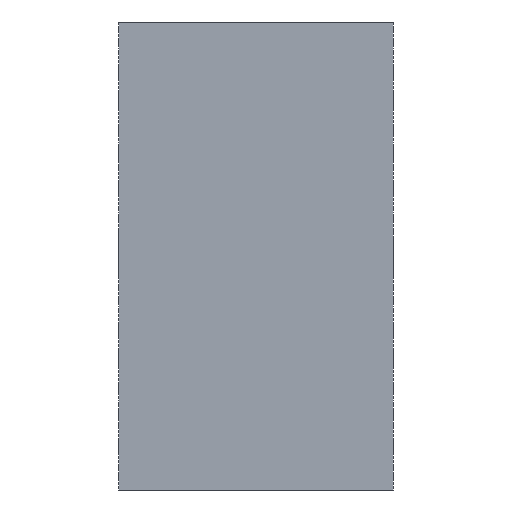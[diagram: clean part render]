
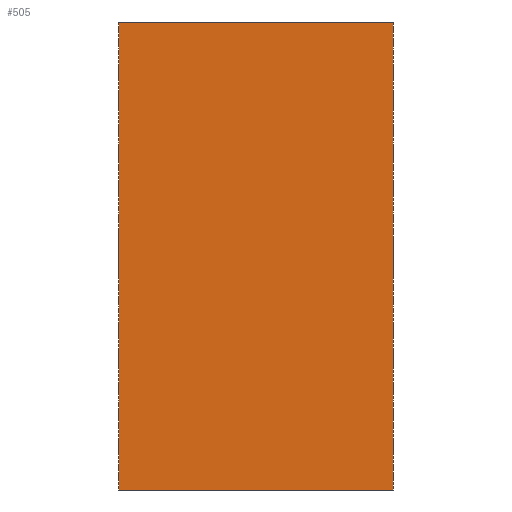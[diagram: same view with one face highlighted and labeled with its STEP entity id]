
A CAD part, front view. The second image highlights one B-rep face of the part: STEP entity #505.
In plain terms, the highlighted planar face has unit normal (0, -1, 0).
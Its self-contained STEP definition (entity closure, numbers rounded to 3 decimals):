
#28 = ORIENTED_EDGE ( 'NONE', *, *, #220, .F. ) ;
#32 = EDGE_CURVE ( 'NONE', #1276, #1131, #1259, .T. ) ;
#60 = LINE ( 'NONE', #1173, #1329 ) ;
#92 = CARTESIAN_POINT ( 'NONE',  ( 0., 0., -15. ) ) ;
#143 = CARTESIAN_POINT ( 'NONE',  ( 0., 0., 0. ) ) ;
#185 = CARTESIAN_POINT ( 'NONE',  ( 8.8, 0., -15. ) ) ;
#220 = EDGE_CURVE ( 'NONE', #232, #1131, #1038, .T. ) ;
#232 = VERTEX_POINT ( 'NONE', #185 ) ;
#233 = DIRECTION ( 'NONE',  ( -1., 0., 0. ) ) ;
#253 = DIRECTION ( 'NONE',  ( 0., 1., 0. ) ) ;
#261 = CARTESIAN_POINT ( 'NONE',  ( 8.8, 0., -15. ) ) ;
#266 = PLANE ( 'NONE',  #891 ) ;
#317 = FACE_OUTER_BOUND ( 'NONE', #601, .T. ) ;
#437 = CARTESIAN_POINT ( 'NONE',  ( 8.8, 0., -15. ) ) ;
#443 = EDGE_CURVE ( 'NONE', #677, #1276, #60, .T. ) ;
#505 = ADVANCED_FACE ( 'NONE', ( #317 ), #266, .F. ) ;
#601 = EDGE_LOOP ( 'NONE', ( #1362, #28, #1140, #1079 ) ) ;
#633 = VECTOR ( 'NONE', #1128, 1000. ) ;
#677 = VERTEX_POINT ( 'NONE', #1456 ) ;
#766 = VECTOR ( 'NONE', #1145, 1000. ) ;
#854 = DIRECTION ( 'NONE',  ( 0., 0., 1. ) ) ;
#891 = AXIS2_PLACEMENT_3D ( 'NONE', #261, #253, #854 ) ;
#983 = EDGE_CURVE ( 'NONE', #677, #232, #1084, .T. ) ;
#1038 = LINE ( 'NONE', #437, #633 ) ;
#1079 = ORIENTED_EDGE ( 'NONE', *, *, #443, .T. ) ;
#1084 = LINE ( 'NONE', #1486, #1247 ) ;
#1128 = DIRECTION ( 'NONE',  ( -1., 0., 0. ) ) ;
#1131 = VERTEX_POINT ( 'NONE', #1274 ) ;
#1140 = ORIENTED_EDGE ( 'NONE', *, *, #983, .F. ) ;
#1145 = DIRECTION ( 'NONE',  ( 0., 0., -1. ) ) ;
#1173 = CARTESIAN_POINT ( 'NONE',  ( 8.8, 0., 0. ) ) ;
#1247 = VECTOR ( 'NONE', #1261, 1000. ) ;
#1259 = LINE ( 'NONE', #92, #766 ) ;
#1261 = DIRECTION ( 'NONE',  ( 0., 0., -1. ) ) ;
#1274 = CARTESIAN_POINT ( 'NONE',  ( 0., 0., -15. ) ) ;
#1276 = VERTEX_POINT ( 'NONE', #143 ) ;
#1329 = VECTOR ( 'NONE', #233, 1000. ) ;
#1362 = ORIENTED_EDGE ( 'NONE', *, *, #32, .T. ) ;
#1456 = CARTESIAN_POINT ( 'NONE',  ( 8.8, 0., 0. ) ) ;
#1486 = CARTESIAN_POINT ( 'NONE',  ( 8.8, 0., -15. ) ) ;
